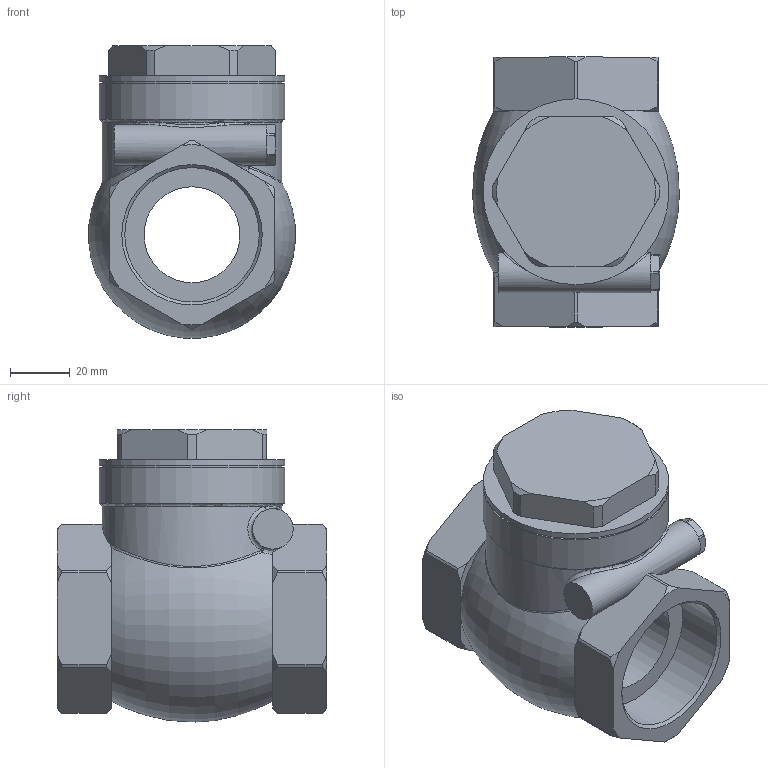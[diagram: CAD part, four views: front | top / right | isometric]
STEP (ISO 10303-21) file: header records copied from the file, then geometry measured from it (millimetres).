
FILE_DESCRIPTION(/* description */ ('Unknown'),/* implementation_level */ '2;1');
FILE_NAME(/* name */ '2200_2202-08',/* time_stamp */ '2024-06-17T10:41:57+02:00',/* author */ ('Unknown'),/* organization */ ('Unknown'),/* preprocessor_version */ 'ST-DEVELOPER v19.4',/* originating_system */ 'Solid Edge',/* authorisation */ 'Unknown');
FILE_SCHEMA (('AUTOMOTIVE_DESIGN {1 0 10303 214 3 1 1}'));
Length unit declared in the file: millimetre
Products named in the file (1): 3.606_607.040
Bounding box: 68.99 x 90 x 97.47 mm (x, y, z)
Volume: 270114.8 mm3; surface area: 40856.6 mm2
Topology: 1 solids, 1 shells, 126 faces, 339 edges, 220 vertices
Faces by surface type: plane 50, cone 36, cylinder 27, bspline 9, torus 2, sphere 2
Full cylindrical faces by diameter (mm): 13.5 x1, 32 x1, 44.845 x2, 60 x1, 62 x2
Entity records: 5186 total; most frequent: CARTESIAN_POINT 1317, ORIENTED_EDGE 642, DIRECTION 586, EDGE_CURVE 321, AXIS2_PLACEMENT_3D 241, VERTEX_POINT 213, EDGE_LOOP 144, FACE_BOUND 144
